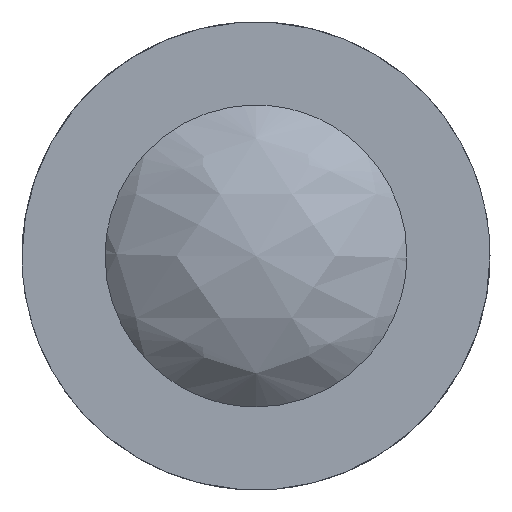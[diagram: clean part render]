
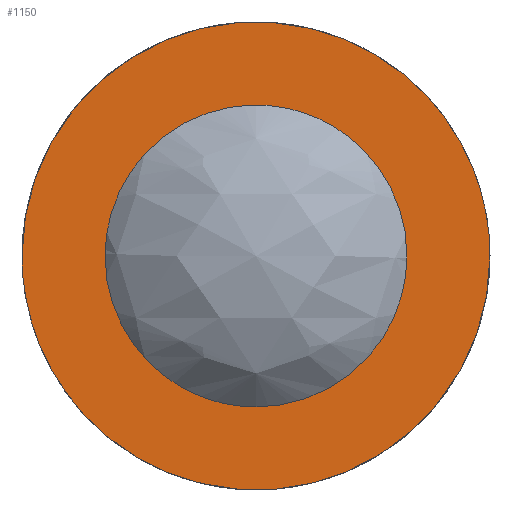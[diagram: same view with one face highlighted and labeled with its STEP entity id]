
A CAD part, left-side view. The second image highlights one B-rep face of the part: STEP entity #1150.
In plain terms, the highlighted free-form (B-spline) face has degree [1, 1] with [2, 2] control points.
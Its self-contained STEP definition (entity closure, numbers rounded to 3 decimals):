
#120 = CARTESIAN_POINT ('', (0., 0., -20.));
#130 = VERTEX_POINT ('', #120);
#190 = CARTESIAN_POINT ('', (0., -20., 0.));
#200 = VERTEX_POINT ('', #190);
#210 = CARTESIAN_POINT ('', (0., 0., -20.));
#220 = CARTESIAN_POINT ('', (0., -10., -20.));
#230 = CARTESIAN_POINT ('', (0., -20., -13.333));
#240 = CARTESIAN_POINT ('', (0., -20., 0.));
#250 = (
   BOUNDED_CURVE ()
   B_SPLINE_CURVE (3, (#210, #220, #230, #240), .UNSPECIFIED., .F., .U.)
   B_SPLINE_CURVE_WITH_KNOTS ((4, 4), (0., 1.), .UNSPECIFIED.)
   CURVE ()
   GEOMETRIC_REPRESENTATION_ITEM ()
   RATIONAL_B_SPLINE_CURVE ((1., 0.667, 0.5, 0.5))
   REPRESENTATION_ITEM ('')
);
#260 = EDGE_CURVE ('', #130, #200, #250, .T.);
#280 = CARTESIAN_POINT ('', (0., 20., 0.));
#290 = VERTEX_POINT ('', #280);
#300 = CARTESIAN_POINT ('', (0., -20., 0.));
#310 = CARTESIAN_POINT ('', (0., -20., 13.333));
#320 = CARTESIAN_POINT ('', (0., -10., 20.));
#330 = CARTESIAN_POINT ('', (0., 0., 20.));
#340 = CARTESIAN_POINT ('', (0., 10., 20.));
#350 = CARTESIAN_POINT ('', (0., 20., 13.333));
#360 = CARTESIAN_POINT ('', (0., 20., 0.));
#370 = (
   BOUNDED_CURVE ()
   B_SPLINE_CURVE (3, (#300, #310, #320, #330, #340, #350, #360), .UNSPECIFIED., .F., .U.)
   B_SPLINE_CURVE_WITH_KNOTS ((4, 3, 4), (0., 0.5, 1.), .UNSPECIFIED.)
   CURVE ()
   GEOMETRIC_REPRESENTATION_ITEM ()
   RATIONAL_B_SPLINE_CURVE ((0.5, 0.5, 0.667, 1., 0.667, 0.5, 0.5))
   REPRESENTATION_ITEM ('')
);
#380 = EDGE_CURVE ('', #200, #290, #370, .T.);
#400 = CARTESIAN_POINT ('', (0., 20., 0.));
#410 = CARTESIAN_POINT ('', (0., 20., -13.333));
#420 = CARTESIAN_POINT ('', (0., 10., -20.));
#430 = CARTESIAN_POINT ('', (0., 0., -20.));
#440 = (
   BOUNDED_CURVE ()
   B_SPLINE_CURVE (3, (#400, #410, #420, #430), .UNSPECIFIED., .F., .U.)
   B_SPLINE_CURVE_WITH_KNOTS ((4, 4), (0., 1.), .UNSPECIFIED.)
   CURVE ()
   GEOMETRIC_REPRESENTATION_ITEM ()
   RATIONAL_B_SPLINE_CURVE ((0.5, 0.5, 0.667, 1.))
   REPRESENTATION_ITEM ('')
);
#450 = EDGE_CURVE ('', #290, #130, #440, .T.);
#850 = CARTESIAN_POINT ('', (0., -31., 0.));
#860 = VERTEX_POINT ('', #850);
#870 = CARTESIAN_POINT ('', (0., 31., 0.));
#880 = VERTEX_POINT ('', #870);
#890 = CARTESIAN_POINT ('', (0., -31., 0.));
#900 = CARTESIAN_POINT ('', (0., -31., -62.));
#910 = CARTESIAN_POINT ('', (0., 31., -62.));
#920 = CARTESIAN_POINT ('', (0., 31., 0.));
#930 = (
   BOUNDED_CURVE ()
   B_SPLINE_CURVE (3, (#890, #900, #910, #920), .UNSPECIFIED., .F., .U.)
   B_SPLINE_CURVE_WITH_KNOTS ((4, 4), (0., 1.), .UNSPECIFIED.)
   CURVE ()
   GEOMETRIC_REPRESENTATION_ITEM ()
   RATIONAL_B_SPLINE_CURVE ((1., 0.333, 0.333, 1.))
   REPRESENTATION_ITEM ('')
);
#940 = EDGE_CURVE ('', #860, #880, #930, .T.);
#950 = ORIENTED_EDGE ('', *, *, #940, .F.);
#960 = CARTESIAN_POINT ('', (0., 31., 0.));
#970 = CARTESIAN_POINT ('', (0., 31., 62.));
#980 = CARTESIAN_POINT ('', (0., -31., 62.));
#990 = CARTESIAN_POINT ('', (0., -31., 0.));
#1000 = (
   BOUNDED_CURVE ()
   B_SPLINE_CURVE (3, (#960, #970, #980, #990), .UNSPECIFIED., .F., .U.)
   B_SPLINE_CURVE_WITH_KNOTS ((4, 4), (0., 1.), .UNSPECIFIED.)
   CURVE ()
   GEOMETRIC_REPRESENTATION_ITEM ()
   RATIONAL_B_SPLINE_CURVE ((1., 0.333, 0.333, 1.))
   REPRESENTATION_ITEM ('')
);
#1010 = EDGE_CURVE ('', #880, #860, #1000, .T.);
#1020 = ORIENTED_EDGE ('', *, *, #1010, .F.);
#1030 = EDGE_LOOP ('', (#950, #1020));
#1040 = FACE_OUTER_BOUND ('', #1030, .T.);
#1050 = ORIENTED_EDGE ('', *, *, #260, .F.);
#1060 = ORIENTED_EDGE ('', *, *, #450, .F.);
#1070 = ORIENTED_EDGE ('', *, *, #380, .F.);
#1080 = EDGE_LOOP ('', (#1050, #1060, #1070));
#1090 = FACE_BOUND ('', #1080, .T.);
#1100 = CARTESIAN_POINT ('', (0., -31.372, 31.372));
#1110 = CARTESIAN_POINT ('', (0., -31.372, -31.372));
#1120 = CARTESIAN_POINT ('', (0., 31.372, 31.372));
#1130 = CARTESIAN_POINT ('', (0., 31.372, -31.372));
#1140 = B_SPLINE_SURFACE_WITH_KNOTS ('', 1, 1, ((#1100, #1110), (#1120, #1130)), .UNSPECIFIED., .F., .F., .U., (2, 2), (2, 2), (0., 1.), (0., 1.), .UNSPECIFIED.);
#1150 = ADVANCED_FACE ('', (#1040, #1090), #1140, .T.);
